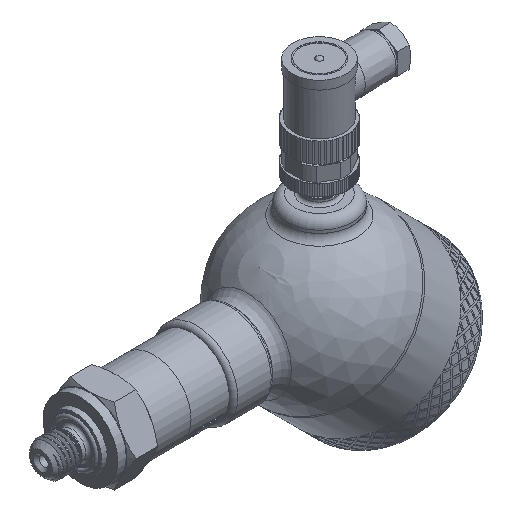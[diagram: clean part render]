
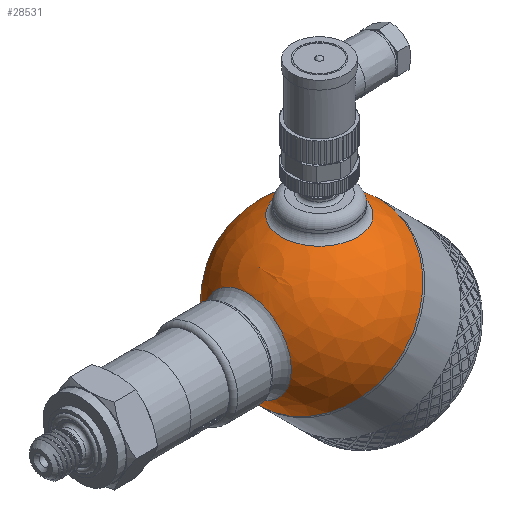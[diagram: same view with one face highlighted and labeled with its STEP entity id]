
A CAD part, isometric view. The second image highlights one B-rep face of the part: STEP entity #28531.
In plain terms, the highlighted spherical face has radius 30 mm.
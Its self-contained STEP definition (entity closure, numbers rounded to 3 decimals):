
#45=SPHERICAL_SURFACE('',#30285,30.);
#155=FACE_BOUND('',#3832,.T.);
#156=FACE_BOUND('',#3833,.T.);
#2008=FACE_OUTER_BOUND('',#3831,.T.);
#3831=EDGE_LOOP('',(#20397,#20398,#20399,#20400));
#3832=EDGE_LOOP('',(#20401));
#3833=EDGE_LOOP('',(#20402));
#5565=CIRCLE('',#30207,30.);
#5566=CIRCLE('',#30208,30.);
#5593=CIRCLE('',#30281,13.5);
#5596=CIRCLE('',#30286,30.);
#5597=CIRCLE('',#30287,15.643);
#11094=VERTEX_POINT('',#38378);
#11095=VERTEX_POINT('',#38380);
#11594=VERTEX_POINT('',#44767);
#11596=VERTEX_POINT('',#44774);
#11597=VERTEX_POINT('',#44776);
#14167=EDGE_CURVE('',#11094,#11095,#5565,.T.);
#14168=EDGE_CURVE('',#11095,#11094,#5566,.T.);
#14919=EDGE_CURVE('',#11594,#11594,#5593,.T.);
#14922=EDGE_CURVE('',#11095,#11596,#5596,.T.);
#14923=EDGE_CURVE('',#11597,#11597,#5597,.T.);
#20397=ORIENTED_EDGE('',*,*,#14168,.F.);
#20398=ORIENTED_EDGE('',*,*,#14922,.T.);
#20399=ORIENTED_EDGE('',*,*,#14922,.F.);
#20400=ORIENTED_EDGE('',*,*,#14167,.F.);
#20401=ORIENTED_EDGE('',*,*,#14923,.F.);
#20402=ORIENTED_EDGE('',*,*,#14919,.F.);
#28531=ADVANCED_FACE('',(#2008,#155,#156),#45,.T.);
#30207=AXIS2_PLACEMENT_3D('',#38381,#32109,#32110);
#30208=AXIS2_PLACEMENT_3D('',#38382,#32111,#32112);
#30281=AXIS2_PLACEMENT_3D('',#44768,#32521,#32522);
#30285=AXIS2_PLACEMENT_3D('',#44773,#32529,#32530);
#30286=AXIS2_PLACEMENT_3D('',#44775,#32531,#32532);
#30287=AXIS2_PLACEMENT_3D('',#44777,#32533,#32534);
#32109=DIRECTION('center_axis',(1.,0.,0.));
#32110=DIRECTION('ref_axis',(0.,1.,0.));
#32111=DIRECTION('center_axis',(1.,0.,0.));
#32112=DIRECTION('ref_axis',(0.,1.,0.));
#32521=DIRECTION('center_axis',(-0.707,0.,-0.707));
#32522=DIRECTION('ref_axis',(-0.707,0.,0.707));
#32529=DIRECTION('center_axis',(1.,0.,0.));
#32530=DIRECTION('ref_axis',(0.,-1.,0.));
#32531=DIRECTION('center_axis',(0.,0.,1.));
#32532=DIRECTION('ref_axis',(0.,1.,0.));
#32533=DIRECTION('center_axis',(-0.707,0.,0.707));
#32534=DIRECTION('ref_axis',(0.707,0.,0.707));
#38378=CARTESIAN_POINT('',(0.,-30.,0.));
#38380=CARTESIAN_POINT('',(0.,30.,0.));
#38381=CARTESIAN_POINT('Origin',(0.,0.,0.));
#38382=CARTESIAN_POINT('Origin',(0.,0.,0.));
#44767=CARTESIAN_POINT('',(-9.398,0.,-28.49));
#44768=CARTESIAN_POINT('Origin',(-18.944,0.,-18.944));
#44773=CARTESIAN_POINT('Origin',(0.,0.,0.));
#44774=CARTESIAN_POINT('',(-30.,0.,0.));
#44775=CARTESIAN_POINT('Origin',(0.,0.,0.));
#44776=CARTESIAN_POINT('',(-29.162,0.,7.04));
#44777=CARTESIAN_POINT('Origin',(-18.101,0.,18.101));
